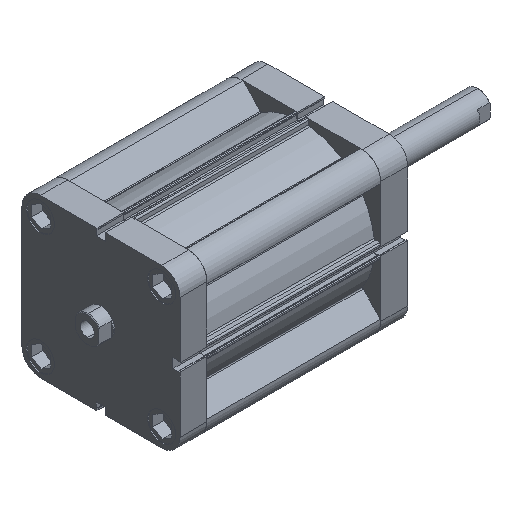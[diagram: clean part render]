
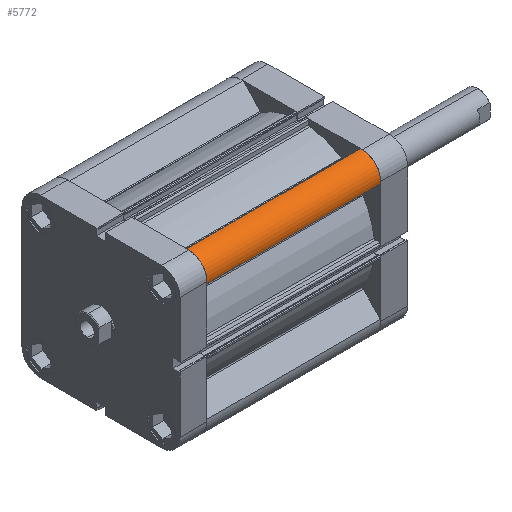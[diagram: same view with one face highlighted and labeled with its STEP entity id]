
A CAD part, isometric view. The second image highlights one B-rep face of the part: STEP entity #5772.
In plain terms, the highlighted cylindrical face has radius 13.5 mm (diameter 27 mm), a partial arc.
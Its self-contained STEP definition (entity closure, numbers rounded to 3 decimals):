
#1142 = ORIENTED_EDGE ( 'NONE', *, *, #1788, .T. ) ;
#1143 = ORIENTED_EDGE ( 'NONE', *, *, #4813, .F. ) ;
#1144 = ORIENTED_EDGE ( 'NONE', *, *, #1657, .F. ) ;
#1145 = ORIENTED_EDGE ( 'NONE', *, *, #4747, .T. ) ;
#1657 = EDGE_CURVE ( 'NONE', #6298, #6299, #7307, .T. ) ;
#1788 = EDGE_CURVE ( 'NONE', #6391, #6390, #7503, .T. ) ;
#1890 = CARTESIAN_POINT ( 'NONE',  ( 43.075, -57.925, 127.5 ) ) ;
#1891 = DIRECTION ( 'NONE',  ( 0., 0., -1. ) ) ;
#2047 = CARTESIAN_POINT ( 'NONE',  ( 57.925, -43.075, 127.5 ) ) ;
#2048 = DIRECTION ( 'NONE',  ( 0., 0., -1. ) ) ;
#3354 = CYLINDRICAL_SURFACE ( 'NONE', #5501, 13.5 ) ;
#3361 = FACE_OUTER_BOUND ( 'NONE', #5906, .T. ) ;
#3816 = DIRECTION ( 'NONE',  ( 0., 0., -1. ) ) ;
#3819 = DIRECTION ( 'NONE',  ( -1., 0., 0. ) ) ;
#3824 = CARTESIAN_POINT ( 'NONE',  ( 44.5, -44.5, 127.5 ) ) ;
#4423 = CARTESIAN_POINT ( 'NONE',  ( 43.075, -57.925, 127.5 ) ) ;
#4424 = CARTESIAN_POINT ( 'NONE',  ( 57.925, -43.075, 127.5 ) ) ;
#4515 = CARTESIAN_POINT ( 'NONE',  ( 57.925, -43.075, 0. ) ) ;
#4516 = CARTESIAN_POINT ( 'NONE',  ( 43.075, -57.925, 0. ) ) ;
#4747 = EDGE_CURVE ( 'NONE', #6298, #6391, #7780, .T. ) ;
#4813 = EDGE_CURVE ( 'NONE', #6299, #6390, #7887, .T. ) ;
#5093 = AXIS2_PLACEMENT_3D ( 'NONE', #6548, #6550, #6551 ) ;
#5156 = AXIS2_PLACEMENT_3D ( 'NONE', #6861, #6869, #6870 ) ;
#5501 = AXIS2_PLACEMENT_3D ( 'NONE', #3824, #3816, #3819 ) ;
#5772 = ADVANCED_FACE ( 'NONE', ( #3361 ), #3354, .T. ) ;
#5906 = EDGE_LOOP ( 'NONE', ( #1142, #1143, #1144, #1145 ) ) ;
#6298 = VERTEX_POINT ( 'NONE', #4423 ) ;
#6299 = VERTEX_POINT ( 'NONE', #4424 ) ;
#6390 = VERTEX_POINT ( 'NONE', #4515 ) ;
#6391 = VERTEX_POINT ( 'NONE', #4516 ) ;
#6548 = CARTESIAN_POINT ( 'NONE',  ( 44.5, -44.5, 127.5 ) ) ;
#6550 = DIRECTION ( 'NONE',  ( 0., 0., 1. ) ) ;
#6551 = DIRECTION ( 'NONE',  ( -1., 0., 0. ) ) ;
#6861 = CARTESIAN_POINT ( 'NONE',  ( 44.5, -44.5, 0. ) ) ;
#6869 = DIRECTION ( 'NONE',  ( 0., 0., 1. ) ) ;
#6870 = DIRECTION ( 'NONE',  ( -1., 0., 0. ) ) ;
#7307 = CIRCLE ( 'NONE', #5093, 13.5 ) ;
#7503 = CIRCLE ( 'NONE', #5156, 13.5 ) ;
#7780 = LINE ( 'NONE', #1890, #7781 ) ;
#7781 = VECTOR ( 'NONE', #1891, 1000. ) ;
#7887 = LINE ( 'NONE', #2047, #7888 ) ;
#7888 = VECTOR ( 'NONE', #2048, 1000. ) ;
